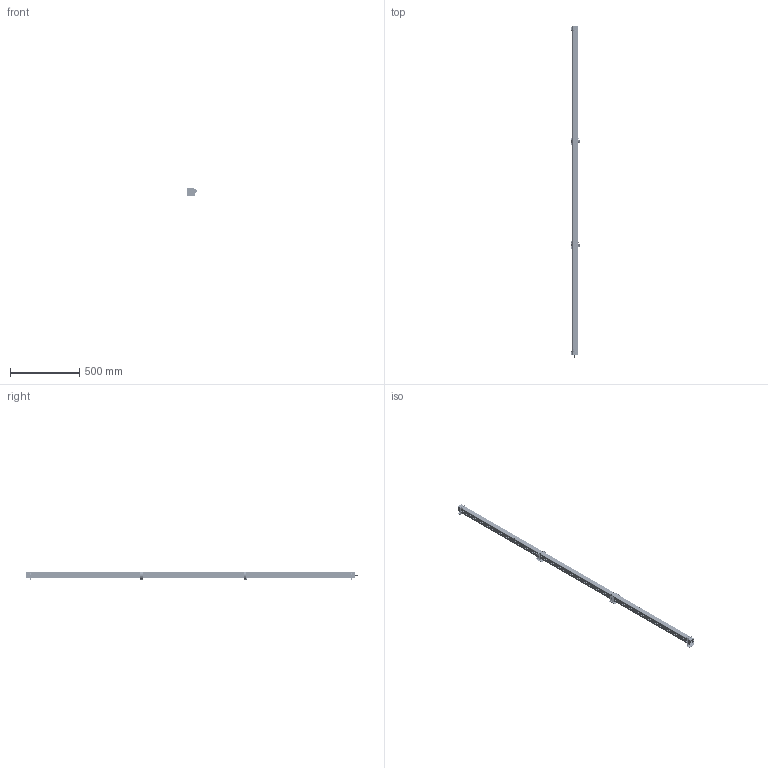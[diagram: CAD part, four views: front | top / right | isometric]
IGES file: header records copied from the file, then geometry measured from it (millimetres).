
Start section:  PTC IGES file: 139531.igs
Global section: file name: 139531.igs; native system: Creo Parametric by Parametric Technology Corporation; preprocessor: 2013230; author: pdmadmin; organization: Unknown; date: 20151202.095449; units: millimetre
Bounding box: 78.41 x 2402.86 x 64.38 mm (x, y, z)
Volume: 1663939.8 mm3; surface area: 5257478.2 mm2
Topology: 46 solids, 64 shells, 8524 faces, 46747 edges, 60723 vertices
Faces by surface type: bspline 5442, revolution 3082
